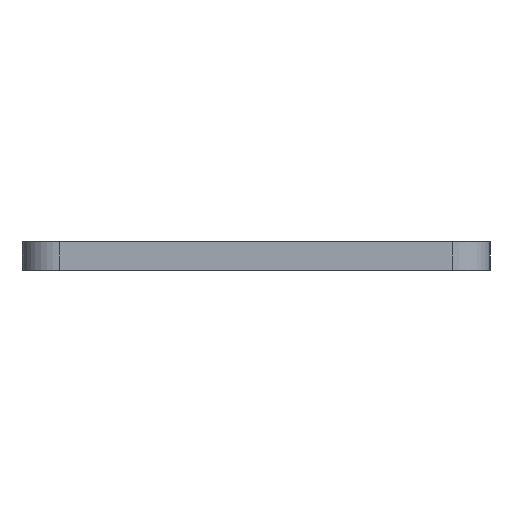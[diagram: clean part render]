
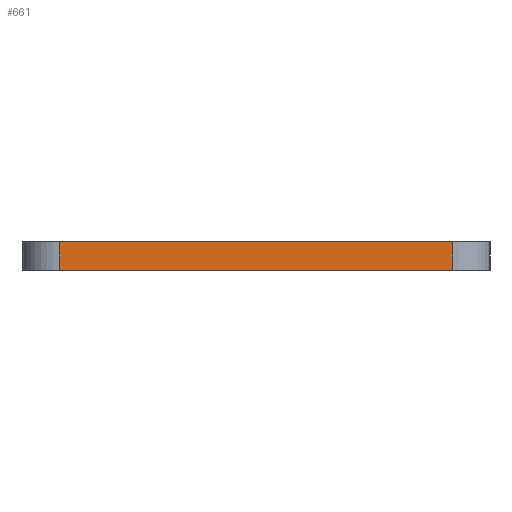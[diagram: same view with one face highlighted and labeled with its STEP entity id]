
A CAD part, left-side view. The second image highlights one B-rep face of the part: STEP entity #661.
In plain terms, the highlighted planar face has unit normal (-1, 0, 0).
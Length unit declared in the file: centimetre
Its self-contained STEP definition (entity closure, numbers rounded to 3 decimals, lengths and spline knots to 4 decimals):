
#83=PLANE('',#697);
#109=FACE_OUTER_BOUND('',#151,.T.);
#151=EDGE_LOOP('',(#584,#585,#586,#587));
#170=LINE('',#834,#226);
#184=LINE('',#949,#240);
#186=LINE('',#954,#242);
#187=LINE('',#957,#243);
#226=VECTOR('',#722,2.1);
#240=VECTOR('',#750,0.15);
#242=VECTOR('',#756,0.15);
#243=VECTOR('',#761,2.1);
#291=VERTEX_POINT('',#831);
#292=VERTEX_POINT('',#833);
#322=VERTEX_POINT('',#947);
#323=VERTEX_POINT('',#953);
#357=EDGE_CURVE('',#291,#292,#170,.T.);
#391=EDGE_CURVE('',#322,#291,#184,.T.);
#393=EDGE_CURVE('',#292,#323,#186,.T.);
#395=EDGE_CURVE('',#323,#322,#187,.T.);
#584=ORIENTED_EDGE('',*,*,#391,.F.);
#585=ORIENTED_EDGE('',*,*,#395,.F.);
#586=ORIENTED_EDGE('',*,*,#393,.F.);
#587=ORIENTED_EDGE('',*,*,#357,.F.);
#661=ADVANCED_FACE('',(#109),#83,.F.);
#697=AXIS2_PLACEMENT_3D('',#1138,#794,#795);
#722=DIRECTION('',(0.,1.,0.));
#750=DIRECTION('',(0.,0.,-1.));
#756=DIRECTION('',(0.,0.,1.));
#761=DIRECTION('',(0.,-1.,0.));
#794=DIRECTION('center_axis',(1.,0.,0.));
#795=DIRECTION('ref_axis',(0.,0.,-1.));
#831=CARTESIAN_POINT('',(-10.,1.4174,0.));
#833=CARTESIAN_POINT('',(-10.,3.5174,0.));
#834=CARTESIAN_POINT('',(-10.,2.4674,0.));
#947=CARTESIAN_POINT('',(-10.,1.4174,0.15));
#949=CARTESIAN_POINT('',(-10.,1.4174,0.075));
#953=CARTESIAN_POINT('',(-10.,3.5174,0.15));
#954=CARTESIAN_POINT('',(-10.,3.5174,0.075));
#957=CARTESIAN_POINT('',(-10.,2.4674,0.15));
#1138=CARTESIAN_POINT('Origin',(-10.,2.4674,0.075));
